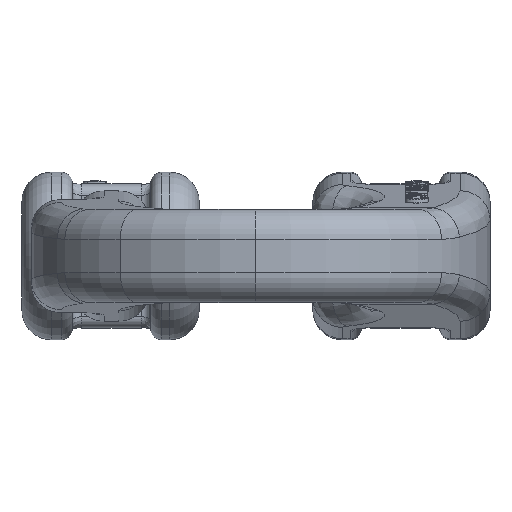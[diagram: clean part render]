
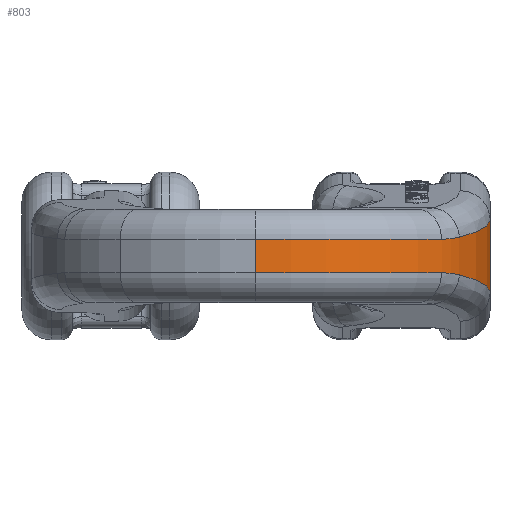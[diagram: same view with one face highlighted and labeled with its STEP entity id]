
A CAD part, front view. The second image highlights one B-rep face of the part: STEP entity #803.
In plain terms, the highlighted cylindrical face has radius 62.9 mm (diameter 125.8 mm), a partial arc.
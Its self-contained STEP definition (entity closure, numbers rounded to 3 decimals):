
#211=CYLINDRICAL_SURFACE('',#5259,62.9);
#294=FACE_OUTER_BOUND('',#2061,.T.);
#599=CIRCLE('',#5256,62.9);
#600=CIRCLE('',#5257,62.9);
#803=ADVANCED_FACE('',(#294),#211,.T.);
#1214=ELLIPSE('',#5255,63.582,62.9);
#1215=ELLIPSE('',#5258,63.582,62.9);
#1318=LINE('',#7442,#1634);
#1345=LINE('',#7553,#1661);
#1634=VECTOR('',#5768,1.);
#1661=VECTOR('',#5867,1.);
#2061=EDGE_LOOP('',(#2512,#2513,#2514,#2515,#2516,#2517,#2518,#2519));
#2512=ORIENTED_EDGE('',*,*,#4369,.F.);
#2513=ORIENTED_EDGE('',*,*,#4425,.T.);
#2514=ORIENTED_EDGE('',*,*,#4426,.T.);
#2515=ORIENTED_EDGE('',*,*,#4427,.T.);
#2516=ORIENTED_EDGE('',*,*,#4421,.T.);
#2517=ORIENTED_EDGE('',*,*,#4428,.F.);
#2518=ORIENTED_EDGE('',*,*,#4429,.F.);
#2519=ORIENTED_EDGE('',*,*,#4430,.F.);
#3915=VERTEX_POINT('',#7437);
#3917=VERTEX_POINT('',#7441);
#3966=VERTEX_POINT('',#7554);
#3967=VERTEX_POINT('',#7555);
#3970=VERTEX_POINT('',#7563);
#3971=VERTEX_POINT('',#7568);
#3972=VERTEX_POINT('',#7571);
#3973=VERTEX_POINT('',#7576);
#4369=EDGE_CURVE('',#3917,#3915,#1318,.T.);
#4421=EDGE_CURVE('',#3966,#3967,#1345,.T.);
#4425=EDGE_CURVE('',#3917,#3970,#1214,.T.);
#4426=EDGE_CURVE('',#3970,#3971,#5061,.T.);
#4427=EDGE_CURVE('',#3971,#3966,#599,.T.);
#4428=EDGE_CURVE('',#3972,#3967,#600,.T.);
#4429=EDGE_CURVE('',#3973,#3972,#5062,.T.);
#4430=EDGE_CURVE('',#3915,#3973,#1215,.T.);
#5061=B_SPLINE_CURVE_WITH_KNOTS('',3,(#7564,#7565,#7566,#7567),
 .UNSPECIFIED.,.F.,.F.,(4,4),(0.,1.),.UNSPECIFIED.);
#5062=B_SPLINE_CURVE_WITH_KNOTS('',3,(#7572,#7573,#7574,#7575),
 .UNSPECIFIED.,.F.,.F.,(4,4),(0.,1.),.UNSPECIFIED.);
#5255=AXIS2_PLACEMENT_3D('',#7562,#5875,#5876);
#5256=AXIS2_PLACEMENT_3D('',#7569,#5877,#5878);
#5257=AXIS2_PLACEMENT_3D('',#7570,#5879,#5880);
#5258=AXIS2_PLACEMENT_3D('',#7577,#5881,#5882);
#5259=AXIS2_PLACEMENT_3D('',#7578,#5883,#5884);
#5768=DIRECTION('',(0.,0.,-1.));
#5867=DIRECTION('',(0.,0.,-1.));
#5875=DIRECTION('',(0.,0.146,-0.989));
#5876=DIRECTION('',(0.,-0.989,-0.146));
#5877=DIRECTION('',(0.,0.,-1.));
#5878=DIRECTION('',(0.,-1.,0.));
#5879=DIRECTION('',(0.,0.,-1.));
#5880=DIRECTION('',(0.,-1.,0.));
#5881=DIRECTION('',(0.,-0.146,-0.989));
#5882=DIRECTION('',(0.,-0.989,0.146));
#5883=DIRECTION('',(0.,0.,-1.));
#5884=DIRECTION('',(-1.,0.,0.));
#7437=CARTESIAN_POINT('',(62.9,30.9,-9.614));
#7441=CARTESIAN_POINT('',(62.9,30.9,9.614));
#7442=CARTESIAN_POINT('',(62.9,30.9,40.));
#7553=CARTESIAN_POINT('',(0.,-32.,40.));
#7554=CARTESIAN_POINT('',(0.,-32.,4.5));
#7555=CARTESIAN_POINT('',(0.,-32.,-4.5));
#7562=CARTESIAN_POINT('',(0.,30.9,9.614));
#7563=CARTESIAN_POINT('',(54.715,-0.127,5.032));
#7564=CARTESIAN_POINT('',(54.715,-0.127,5.032));
#7565=CARTESIAN_POINT('',(53.285,-2.649,4.66));
#7566=CARTESIAN_POINT('',(51.682,-5.072,4.5));
#7567=CARTESIAN_POINT('',(49.903,-7.39,4.5));
#7568=CARTESIAN_POINT('',(49.903,-7.39,4.5));
#7569=CARTESIAN_POINT('',(0.,30.9,4.5));
#7570=CARTESIAN_POINT('',(0.,30.9,-4.5));
#7571=CARTESIAN_POINT('',(49.903,-7.39,-4.5));
#7572=CARTESIAN_POINT('',(54.715,-0.127,-5.032));
#7573=CARTESIAN_POINT('',(53.285,-2.649,-4.66));
#7574=CARTESIAN_POINT('',(51.682,-5.072,-4.5));
#7575=CARTESIAN_POINT('',(49.903,-7.39,-4.5));
#7576=CARTESIAN_POINT('',(54.715,-0.127,-5.032));
#7577=CARTESIAN_POINT('',(0.,30.9,-9.614));
#7578=CARTESIAN_POINT('',(0.,30.9,40.));
